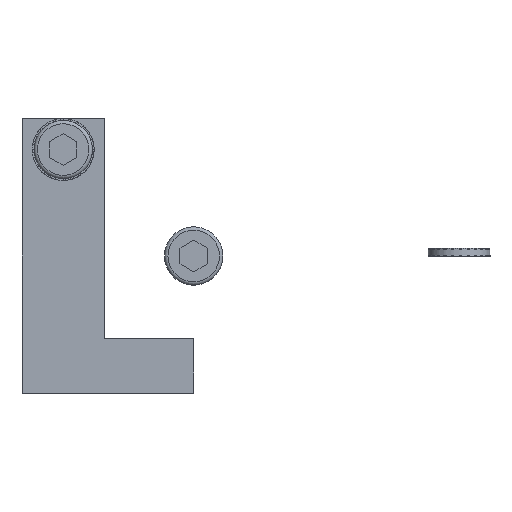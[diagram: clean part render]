
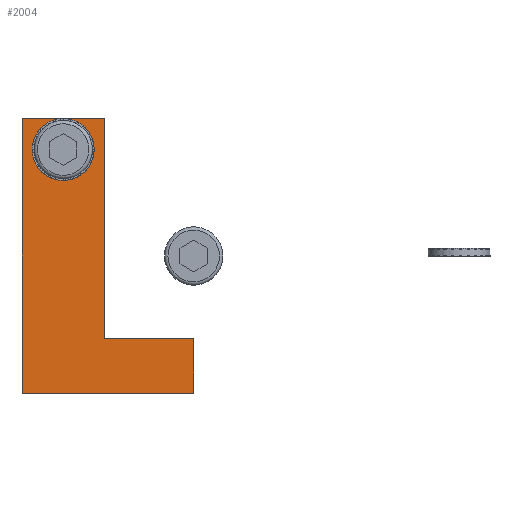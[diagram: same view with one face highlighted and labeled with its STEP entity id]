
A CAD part, left-side view. The second image highlights one B-rep face of the part: STEP entity #2004.
In plain terms, the highlighted planar face has unit normal (-1, 0, 0).
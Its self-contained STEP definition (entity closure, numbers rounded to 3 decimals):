
#2004 = ADVANCED_FACE( '', ( #4063, #4064 ), #4065, .F. );
#4063 = FACE_BOUND( '', #4907, .T. );
#4064 = FACE_OUTER_BOUND( '', #4908, .T. );
#4065 = PLANE( '', #4909 );
#4907 = EDGE_LOOP( '', ( #6161 ) );
#4908 = EDGE_LOOP( '', ( #6162, #6163, #6164, #6165, #6166, #6167 ) );
#4909 = AXIS2_PLACEMENT_3D( '', #6168, #6169, #6170 );
#6161 = ORIENTED_EDGE( '', *, *, #7883, .F. );
#6162 = ORIENTED_EDGE( '', *, *, #7884, .F. );
#6163 = ORIENTED_EDGE( '', *, *, #7885, .F. );
#6164 = ORIENTED_EDGE( '', *, *, #7882, .F. );
#6165 = ORIENTED_EDGE( '', *, *, #7886, .F. );
#6166 = ORIENTED_EDGE( '', *, *, #7887, .T. );
#6167 = ORIENTED_EDGE( '', *, *, #7888, .T. );
#6168 = CARTESIAN_POINT( '', ( -12.5, 25., -20. ) );
#6169 = DIRECTION( '', ( 1., 0., 0. ) );
#6170 = DIRECTION( '', ( 0., 0., -1. ) );
#7882 = EDGE_CURVE( '', #8921, #8917, #8923, .T. );
#7883 = EDGE_CURVE( '', #8924, #8924, #8925, .T. );
#7884 = EDGE_CURVE( '', #8926, #8927, #8928, .T. );
#7885 = EDGE_CURVE( '', #8917, #8926, #8929, .T. );
#7886 = EDGE_CURVE( '', #8930, #8921, #8931, .T. );
#7887 = EDGE_CURVE( '', #8930, #8932, #8933, .T. );
#7888 = EDGE_CURVE( '', #8932, #8927, #8934, .T. );
#8917 = VERTEX_POINT( '', #8971 );
#8921 = VERTEX_POINT( '', #8977 );
#8923 = LINE( '', #8980, #8981 );
#8924 = VERTEX_POINT( '', #8982 );
#8925 = CIRCLE( '', #8983, 2.6 );
#8926 = VERTEX_POINT( '', #8984 );
#8927 = VERTEX_POINT( '', #8985 );
#8928 = LINE( '', #8986, #8987 );
#8929 = LINE( '', #8988, #8989 );
#8930 = VERTEX_POINT( '', #8990 );
#8931 = LINE( '', #8991, #8992 );
#8932 = VERTEX_POINT( '', #8993 );
#8933 = LINE( '', #8994, #8995 );
#8934 = LINE( '', #8996, #8997 );
#8971 = CARTESIAN_POINT( '', ( -12.5, 13., 20. ) );
#8977 = CARTESIAN_POINT( '', ( -12.5, 25., 20. ) );
#8980 = CARTESIAN_POINT( '', ( -12.5, 25., 20. ) );
#8981 = VECTOR( '', #9055, 1000. );
#8982 = CARTESIAN_POINT( '', ( -12.5, 16.4, 15.5 ) );
#8983 = AXIS2_PLACEMENT_3D( '', #9056, #9057, #9058 );
#8984 = CARTESIAN_POINT( '', ( -12.5, 13., -12. ) );
#8985 = CARTESIAN_POINT( '', ( -12.5, 0., -12. ) );
#8986 = CARTESIAN_POINT( '', ( -12.5, 13., -12. ) );
#8987 = VECTOR( '', #9059, 1000. );
#8988 = CARTESIAN_POINT( '', ( -12.5, 13., 20. ) );
#8989 = VECTOR( '', #9060, 1000. );
#8990 = CARTESIAN_POINT( '', ( -12.5, 25., -20. ) );
#8991 = CARTESIAN_POINT( '', ( -12.5, 25., -20. ) );
#8992 = VECTOR( '', #9061, 1000. );
#8993 = CARTESIAN_POINT( '', ( -12.5, 0., -20. ) );
#8994 = CARTESIAN_POINT( '', ( -12.5, 25., -20. ) );
#8995 = VECTOR( '', #9062, 1000. );
#8996 = CARTESIAN_POINT( '', ( -12.5, 0., -20. ) );
#8997 = VECTOR( '', #9063, 1000. );
#9055 = DIRECTION( '', ( 0., -1., 0. ) );
#9056 = CARTESIAN_POINT( '', ( -12.5, 19., 15.5 ) );
#9057 = DIRECTION( '', ( -1., 0., 0. ) );
#9058 = DIRECTION( '', ( 0., -1., 0. ) );
#9059 = DIRECTION( '', ( 0., -1., 0. ) );
#9060 = DIRECTION( '', ( 0., 0., -1. ) );
#9061 = DIRECTION( '', ( 0., 0., 1. ) );
#9062 = DIRECTION( '', ( 0., -1., 0. ) );
#9063 = DIRECTION( '', ( 0., 0., 1. ) );
